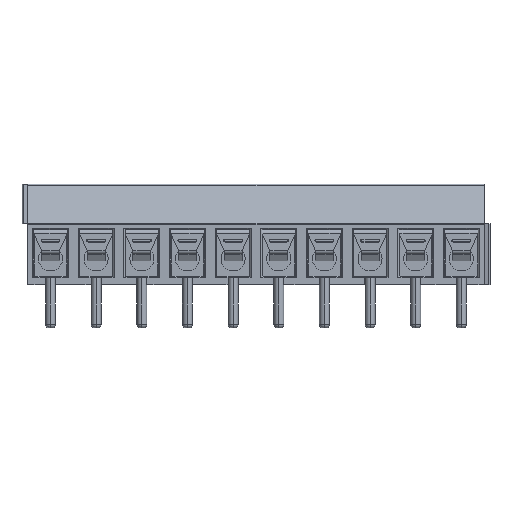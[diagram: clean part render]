
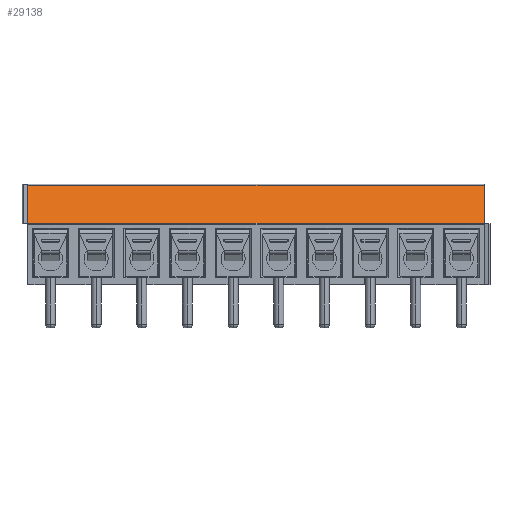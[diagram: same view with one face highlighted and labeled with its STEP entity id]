
A CAD part, top view. The second image highlights one B-rep face of the part: STEP entity #29138.
In plain terms, the highlighted planar face has unit normal (0, 0.407, 0.913).
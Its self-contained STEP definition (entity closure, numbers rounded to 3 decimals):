
#1294 = VERTEX_POINT ( 'NONE', #39238 ) ;
#1942 = VERTEX_POINT ( 'NONE', #37319 ) ;
#2126 = DIRECTION ( 'NONE',  ( 1., 0., 0. ) ) ;
#2263 = VECTOR ( 'NONE', #29133, 1000. ) ;
#3836 = DIRECTION ( 'NONE',  ( 0., -0.407, -0.914 ) ) ;
#4701 = ORIENTED_EDGE ( 'NONE', *, *, #9562, .T. ) ;
#7708 = LINE ( 'NONE', #41061, #32896 ) ;
#8435 = DIRECTION ( 'NONE',  ( 0., -0.914, 0.407 ) ) ;
#9479 = CARTESIAN_POINT ( 'NONE',  ( 38.1, 4.081, 2.084 ) ) ;
#9562 = EDGE_CURVE ( 'NONE', #23797, #17970, #18132, .T. ) ;
#10212 = EDGE_CURVE ( 'NONE', #1942, #1294, #7708, .T. ) ;
#10985 = LINE ( 'NONE', #9479, #2263 ) ;
#11366 = VECTOR ( 'NONE', #8435, 1000. ) ;
#11586 = LINE ( 'NONE', #31558, #36775 ) ;
#13401 = ORIENTED_EDGE ( 'NONE', *, *, #10212, .F. ) ;
#13608 = CARTESIAN_POINT ( 'NONE',  ( 38.1, 4.2, 2.031 ) ) ;
#17970 = VERTEX_POINT ( 'NONE', #38464 ) ;
#18132 = LINE ( 'NONE', #31438, #11366 ) ;
#21542 = DIRECTION ( 'NONE',  ( 0., -0.914, 0.407 ) ) ;
#23535 = ORIENTED_EDGE ( 'NONE', *, *, #38749, .T. ) ;
#23577 = PLANE ( 'NONE',  #37087 ) ;
#23797 = VERTEX_POINT ( 'NONE', #37238 ) ;
#26859 = DIRECTION ( 'NONE',  ( 0., 0.914, -0.407 ) ) ;
#26947 = ORIENTED_EDGE ( 'NONE', *, *, #34390, .T. ) ;
#29133 = DIRECTION ( 'NONE',  ( -1., 0., 0. ) ) ;
#29138 = ADVANCED_FACE ( 'NONE', ( #30491 ), #23577, .F. ) ;
#30491 = FACE_OUTER_BOUND ( 'NONE', #42070, .T. ) ;
#31438 = CARTESIAN_POINT ( 'NONE',  ( 0., 4.2, 2.031 ) ) ;
#31558 = CARTESIAN_POINT ( 'NONE',  ( 38.1, 0.939, 3.483 ) ) ;
#32896 = VECTOR ( 'NONE', #21542, 1000. ) ;
#34390 = EDGE_CURVE ( 'NONE', #1942, #23797, #10985, .T. ) ;
#36775 = VECTOR ( 'NONE', #2126, 1000. ) ;
#37087 = AXIS2_PLACEMENT_3D ( 'NONE', #13608, #3836, #26859 ) ;
#37238 = CARTESIAN_POINT ( 'NONE',  ( 0., 4.081, 2.084 ) ) ;
#37319 = CARTESIAN_POINT ( 'NONE',  ( 38.1, 4.081, 2.084 ) ) ;
#38464 = CARTESIAN_POINT ( 'NONE',  ( 0., 0.939, 3.483 ) ) ;
#38749 = EDGE_CURVE ( 'NONE', #17970, #1294, #11586, .T. ) ;
#39238 = CARTESIAN_POINT ( 'NONE',  ( 38.1, 0.939, 3.483 ) ) ;
#41061 = CARTESIAN_POINT ( 'NONE',  ( 38.1, 4.2, 2.031 ) ) ;
#42070 = EDGE_LOOP ( 'NONE', ( #4701, #23535, #13401, #26947 ) ) ;
